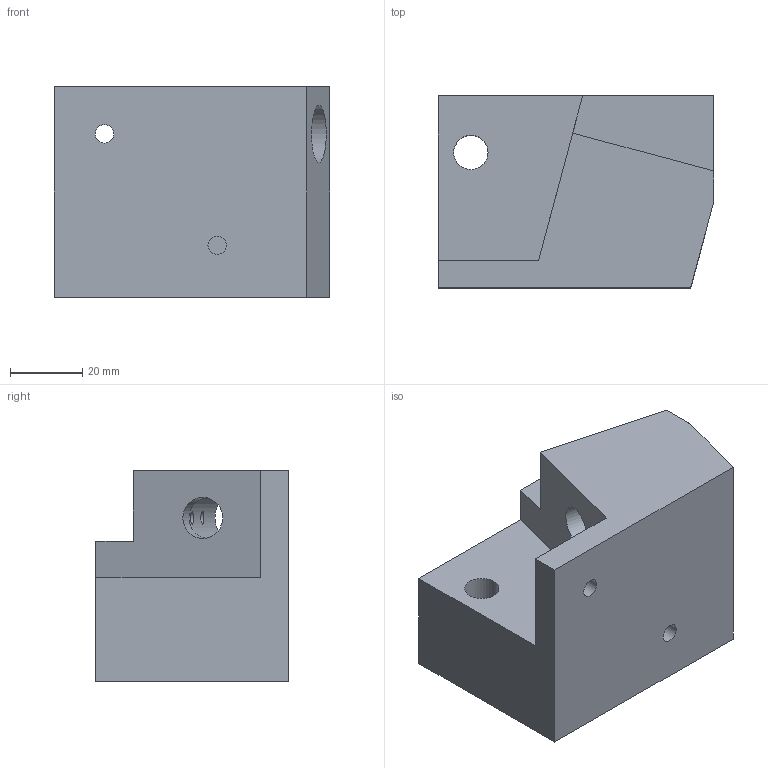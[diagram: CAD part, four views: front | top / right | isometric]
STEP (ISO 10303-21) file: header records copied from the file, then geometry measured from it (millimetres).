
FILE_DESCRIPTION(/* description */ (''),/* implementation_level */ '2;1');
FILE_NAME(/* name */ 'ScannerMount.step',/* time_stamp */ '2022-01-06T13:11:02-05:00',/* author */ (''),/* organization */ (''),/* preprocessor_version */ 'ST-DEVELOPER v18.1',/* originating_system */ 'Autodesk Translation Framework v10.10.0.1391',/* authorisation */ '');
FILE_SCHEMA (('AUTOMOTIVE_DESIGN { 1 0 10303 214 3 1 1 }'));
Length unit declared in the file: millimetre
Products named in the file (1): CambridgeMountReplica_modified
Bounding box: 76.33 x 53.34 x 58.42 mm (x, y, z)
Volume: 165085.3 mm3; surface area: 25315.3 mm2
Topology: 1 solids, 1 shells, 23 faces, 59 edges, 40 vertices
Faces by surface type: plane 14, cylinder 9
Full cylindrical faces by diameter (mm): 3.454 x4, 5.105 x2, 9.525 x1, 11.43 x1, 15.926 x1
Entity records: 886 total; most frequent: CARTESIAN_POINT 257, ORIENTED_EDGE 118, DIRECTION 115, EDGE_CURVE 59, VERTEX_POINT 40, EDGE_LOOP 39, LINE 39, VECTOR 39
